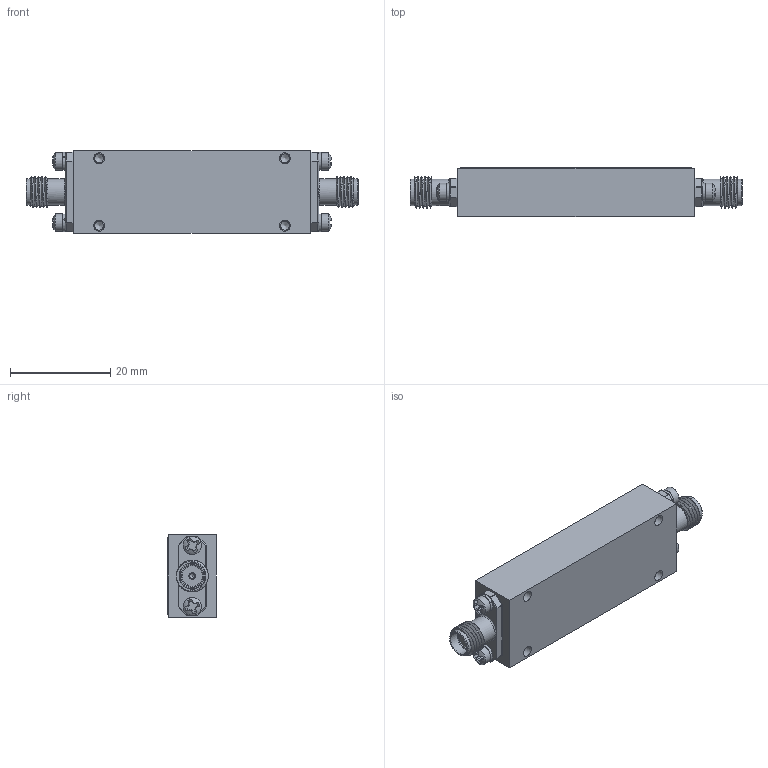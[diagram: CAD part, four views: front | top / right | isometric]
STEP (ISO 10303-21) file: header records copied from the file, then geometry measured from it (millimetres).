
FILE_DESCRIPTION (( 'STEP AP214' ), '1' );
FILE_NAME ('LM-100M18G-40DBM-10DBM-SFF.STEP', '2026-01-22T19:58:22', ( '' ), ( '' ), 'SwSTEP 2.0', 'SolidWorks 2025', '' );
FILE_SCHEMA (( 'AUTOMOTIVE_DESIGN' ));
Length unit declared in the file: inch
Products named in the file (1): LM-100M18G-40DBM-10DBM-SFF
Bounding box: 66.29 x 9.78 x 16.51 mm (x, y, z)
Volume: 8221.7 mm3; surface area: 5771.5 mm2
Topology: 16 solids, 16 shells, 545 faces, 2189 edges, 1843 vertices
Faces by surface type: plane 331, cylinder 100, torus 42, sphere 36, cone 28, bspline 8
Full cylindrical faces by diameter (mm): 0.305 x2, 0.508 x2, 0.762 x2, 1.016 x2, 1.27 x2, 1.778 x4, 2.184 x8, 2.591 x4, 3.302 x2, 3.556 x4, 4.191 x4, 4.597 x2, 5.283 x4
Entity records: 36945 total; most frequent: CARTESIAN_POINT 11864, ORIENTED_EDGE 4098, DIRECTION 3130, EDGE_CURVE 2049, VERTEX_POINT 1827, VECTOR 1140, LINE 1140, AXIS2_PLACEMENT_3D 995
